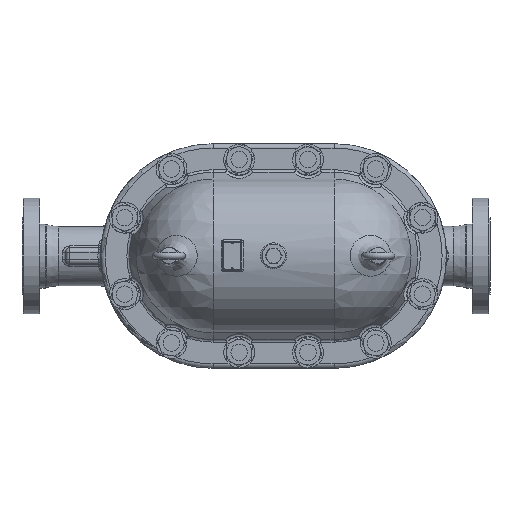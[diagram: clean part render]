
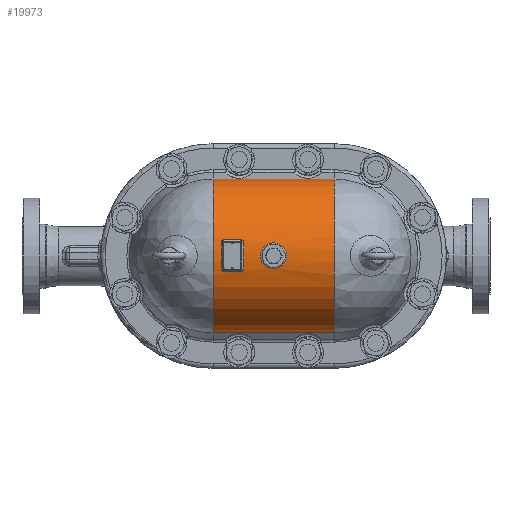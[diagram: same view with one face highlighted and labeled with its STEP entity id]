
A CAD part, top view. The second image highlights one B-rep face of the part: STEP entity #19973.
In plain terms, the highlighted cylindrical face has radius 141 mm (diameter 282 mm), a partial arc.
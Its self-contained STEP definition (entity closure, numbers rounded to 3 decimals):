
#1113=B_SPLINE_CURVE_WITH_KNOTS('',3,(#31302,#31303,#31304,#31305,#31306,
#31307,#31308,#31309,#31310,#31311,#31312,#31313,#31314,#31315,#31316,#31317,
#31318),.UNSPECIFIED.,.T.,.F.,(4,1,1,1,1,1,1,1,1,1,1,1,1,1,4),(-12.677,
-11.771,-10.866,-9.659,-9.055,
-8.451,-7.244,-6.037,-5.433,
-4.829,-3.622,-2.716,-1.811,
-0.905,0.),.UNSPECIFIED.);
#1114=B_SPLINE_CURVE_WITH_KNOTS('',3,(#31324,#31325,#31326,#31327,#31328,
#31329),.UNSPECIFIED.,.F.,.F.,(4,1,1,4),(0.,0.34,0.566,
0.792),.UNSPECIFIED.);
#1115=B_SPLINE_CURVE_WITH_KNOTS('',3,(#31333,#31334,#31335,#31336,#31337,
#31338),.UNSPECIFIED.,.F.,.F.,(4,1,1,4),(0.,0.34,0.566,
0.792),.UNSPECIFIED.);
#1116=B_SPLINE_CURVE_WITH_KNOTS('',3,(#31342,#31343,#31344,#31345,#31346,
#31347),.UNSPECIFIED.,.F.,.F.,(4,1,1,4),(0.,0.226,
0.453,0.792),.UNSPECIFIED.);
#1117=B_SPLINE_CURVE_WITH_KNOTS('',3,(#31351,#31352,#31353,#31354,#31355,
#31356),.UNSPECIFIED.,.F.,.F.,(4,1,1,4),(0.,0.226,0.453,
0.792),.UNSPECIFIED.);
#1725=FACE_BOUND('',#3713,.T.);
#1726=FACE_BOUND('',#3714,.T.);
#2364=FACE_OUTER_BOUND('',#3712,.T.);
#3712=EDGE_LOOP('',(#13102,#13103,#13104,#13105));
#3713=EDGE_LOOP('',(#13106,#13107,#13108,#13109,#13110,#13111,#13112,#13113));
#3714=EDGE_LOOP('',(#13114));
#5051=LINE('',#30777,#5783);
#5055=LINE('',#30894,#5787);
#5071=LINE('',#31331,#5803);
#5072=LINE('',#31349,#5804);
#5783=VECTOR('',#24239,10.);
#5787=VECTOR('',#24257,10.);
#5803=VECTOR('',#24353,10.);
#5804=VECTOR('',#24356,10.);
#6649=CIRCLE('',#21521,141.);
#6650=CIRCLE('',#21522,141.);
#6651=CIRCLE('',#21523,141.);
#6652=CIRCLE('',#21524,141.);
#7847=VERTEX_POINT('',#30774);
#7848=VERTEX_POINT('',#30776);
#7849=VERTEX_POINT('',#30836);
#7850=VERTEX_POINT('',#30892);
#7875=VERTEX_POINT('',#31300);
#7876=VERTEX_POINT('',#31322);
#7877=VERTEX_POINT('',#31323);
#7878=VERTEX_POINT('',#31330);
#7879=VERTEX_POINT('',#31332);
#7880=VERTEX_POINT('',#31339);
#7881=VERTEX_POINT('',#31341);
#7882=VERTEX_POINT('',#31348);
#7883=VERTEX_POINT('',#31350);
#9739=EDGE_CURVE('',#7848,#7847,#5051,.T.);
#9749=EDGE_CURVE('',#7849,#7850,#5055,.T.);
#9792=EDGE_CURVE('',#7875,#7875,#1113,.T.);
#9793=EDGE_CURVE('',#7850,#7848,#6649,.T.);
#9794=EDGE_CURVE('',#7849,#7847,#6650,.T.);
#9795=EDGE_CURVE('',#7876,#7877,#1114,.T.);
#9796=EDGE_CURVE('',#7878,#7876,#5071,.T.);
#9797=EDGE_CURVE('',#7879,#7878,#1115,.T.);
#9798=EDGE_CURVE('',#7880,#7879,#6651,.T.);
#9799=EDGE_CURVE('',#7881,#7880,#1116,.T.);
#9800=EDGE_CURVE('',#7882,#7881,#5072,.T.);
#9801=EDGE_CURVE('',#7883,#7882,#1117,.T.);
#9802=EDGE_CURVE('',#7877,#7883,#6652,.T.);
#13102=ORIENTED_EDGE('',*,*,#9749,.T.);
#13103=ORIENTED_EDGE('',*,*,#9793,.T.);
#13104=ORIENTED_EDGE('',*,*,#9739,.T.);
#13105=ORIENTED_EDGE('',*,*,#9794,.F.);
#13106=ORIENTED_EDGE('',*,*,#9795,.F.);
#13107=ORIENTED_EDGE('',*,*,#9796,.F.);
#13108=ORIENTED_EDGE('',*,*,#9797,.F.);
#13109=ORIENTED_EDGE('',*,*,#9798,.F.);
#13110=ORIENTED_EDGE('',*,*,#9799,.F.);
#13111=ORIENTED_EDGE('',*,*,#9800,.F.);
#13112=ORIENTED_EDGE('',*,*,#9801,.F.);
#13113=ORIENTED_EDGE('',*,*,#9802,.F.);
#13114=ORIENTED_EDGE('',*,*,#9792,.F.);
#18242=CYLINDRICAL_SURFACE('',#21520,141.);
#19973=ADVANCED_FACE('',(#2364,#1725,#1726),#18242,.T.);
#21520=AXIS2_PLACEMENT_3D('',#31319,#24347,#24348);
#21521=AXIS2_PLACEMENT_3D('',#31320,#24349,#24350);
#21522=AXIS2_PLACEMENT_3D('',#31321,#24351,#24352);
#21523=AXIS2_PLACEMENT_3D('',#31340,#24354,#24355);
#21524=AXIS2_PLACEMENT_3D('',#31357,#24357,#24358);
#24239=DIRECTION('',(1.,0.,0.));
#24257=DIRECTION('',(-1.,0.,0.));
#24347=DIRECTION('center_axis',(1.,0.,0.));
#24348=DIRECTION('ref_axis',(0.,1.,0.));
#24349=DIRECTION('center_axis',(1.,0.,0.));
#24350=DIRECTION('ref_axis',(0.,0.,1.));
#24351=DIRECTION('center_axis',(1.,0.,0.));
#24352=DIRECTION('ref_axis',(0.,0.,1.));
#24353=DIRECTION('',(-1.,0.,0.));
#24354=DIRECTION('center_axis',(-1.,0.,0.));
#24355=DIRECTION('ref_axis',(0.,0.,1.));
#24356=DIRECTION('',(1.,0.,0.));
#24357=DIRECTION('center_axis',(1.,0.,0.));
#24358=DIRECTION('ref_axis',(0.,0.,1.));
#30774=CARTESIAN_POINT('',(110.,-139.584,185.03));
#30776=CARTESIAN_POINT('',(-110.,-139.584,185.03));
#30777=CARTESIAN_POINT('',(-110.,-139.584,185.03));
#30836=CARTESIAN_POINT('',(110.,139.584,185.03));
#30892=CARTESIAN_POINT('',(-110.,139.584,185.03));
#30894=CARTESIAN_POINT('',(-110.,139.584,185.03));
#31300=CARTESIAN_POINT('',(0.,23.5,304.128));
#31302=CARTESIAN_POINT('Ctrl Pts',(0.,23.5,304.128));
#31303=CARTESIAN_POINT('Ctrl Pts',(-3.597,23.5,304.128));
#31304=CARTESIAN_POINT('Ctrl Pts',(-10.777,21.884,304.41));
#31305=CARTESIAN_POINT('Ctrl Pts',(-20.367,14.416,305.483));
#31306=CARTESIAN_POINT('Ctrl Pts',(-24.493,4.163,306.189));
#31307=CARTESIAN_POINT('Ctrl Pts',(-23.742,-5.319,
306.053));
#31308=CARTESIAN_POINT('Ctrl Pts',(-20.218,-14.146,305.506));
#31309=CARTESIAN_POINT('Ctrl Pts',(-11.078,-22.471,
304.336));
#31310=CARTESIAN_POINT('Ctrl Pts',(1.325,-24.307,303.984));
#31311=CARTESIAN_POINT('Ctrl Pts',(10.578,-21.477,304.467));
#31312=CARTESIAN_POINT('Ctrl Pts',(18.578,-16.163,305.234));
#31313=CARTESIAN_POINT('Ctrl Pts',(24.208,-6.636,306.135));
#31314=CARTESIAN_POINT('Ctrl Pts',(24.193,5.426,306.128));
#31315=CARTESIAN_POINT('Ctrl Pts',(19.4,15.156,305.371));
#31316=CARTESIAN_POINT('Ctrl Pts',(10.783,21.888,304.413));
#31317=CARTESIAN_POINT('Ctrl Pts',(3.597,23.5,304.128));
#31318=CARTESIAN_POINT('Ctrl Pts',(0.,23.5,304.128));
#31319=CARTESIAN_POINT('Origin',(-110.,0.,165.1));
#31320=CARTESIAN_POINT('Origin',(-110.,0.,165.1));
#31321=CARTESIAN_POINT('Origin',(110.,0.,165.1));
#31322=CARTESIAN_POINT('',(-90.5,28.885,303.11));
#31323=CARTESIAN_POINT('',(-95.5,23.99,304.044));
#31324=CARTESIAN_POINT('Ctrl Pts',(-90.5,28.885,303.11));
#31325=CARTESIAN_POINT('Ctrl Pts',(-91.632,28.885,303.11));
#31326=CARTESIAN_POINT('Ctrl Pts',(-93.507,28.229,303.249));
#31327=CARTESIAN_POINT('Ctrl Pts',(-95.162,26.168,303.656));
#31328=CARTESIAN_POINT('Ctrl Pts',(-95.5,24.718,303.919));
#31329=CARTESIAN_POINT('Ctrl Pts',(-95.5,23.99,304.044));
#31330=CARTESIAN_POINT('',(-59.5,28.885,303.11));
#31331=CARTESIAN_POINT('',(-110.,28.885,303.11));
#31332=CARTESIAN_POINT('',(-54.5,23.99,304.044));
#31333=CARTESIAN_POINT('Ctrl Pts',(-54.5,23.99,304.044));
#31334=CARTESIAN_POINT('Ctrl Pts',(-54.5,25.082,303.856));
#31335=CARTESIAN_POINT('Ctrl Pts',(-55.144,26.893,303.518));
#31336=CARTESIAN_POINT('Ctrl Pts',(-57.239,28.543,303.182));
#31337=CARTESIAN_POINT('Ctrl Pts',(-58.745,28.885,303.11));
#31338=CARTESIAN_POINT('Ctrl Pts',(-59.5,28.885,303.11));
#31339=CARTESIAN_POINT('',(-54.5,-23.99,304.044));
#31340=CARTESIAN_POINT('Origin',(-54.5,0.,165.1));
#31341=CARTESIAN_POINT('',(-59.5,-28.885,303.11));
#31342=CARTESIAN_POINT('Ctrl Pts',(-59.5,-28.885,303.11));
#31343=CARTESIAN_POINT('Ctrl Pts',(-58.745,-28.885,303.11));
#31344=CARTESIAN_POINT('Ctrl Pts',(-57.239,-28.543,
303.182));
#31345=CARTESIAN_POINT('Ctrl Pts',(-55.144,-26.892,
303.518));
#31346=CARTESIAN_POINT('Ctrl Pts',(-54.5,-25.082,303.856));
#31347=CARTESIAN_POINT('Ctrl Pts',(-54.5,-23.99,304.044));
#31348=CARTESIAN_POINT('',(-90.5,-28.885,303.11));
#31349=CARTESIAN_POINT('',(-110.,-28.885,303.11));
#31350=CARTESIAN_POINT('',(-95.5,-23.99,304.044));
#31351=CARTESIAN_POINT('Ctrl Pts',(-95.5,-23.99,304.044));
#31352=CARTESIAN_POINT('Ctrl Pts',(-95.5,-24.718,303.919));
#31353=CARTESIAN_POINT('Ctrl Pts',(-95.162,-26.168,
303.656));
#31354=CARTESIAN_POINT('Ctrl Pts',(-93.506,-28.229,
303.249));
#31355=CARTESIAN_POINT('Ctrl Pts',(-91.632,-28.885,
303.11));
#31356=CARTESIAN_POINT('Ctrl Pts',(-90.5,-28.885,303.11));
#31357=CARTESIAN_POINT('Origin',(-95.5,0.,165.1));
